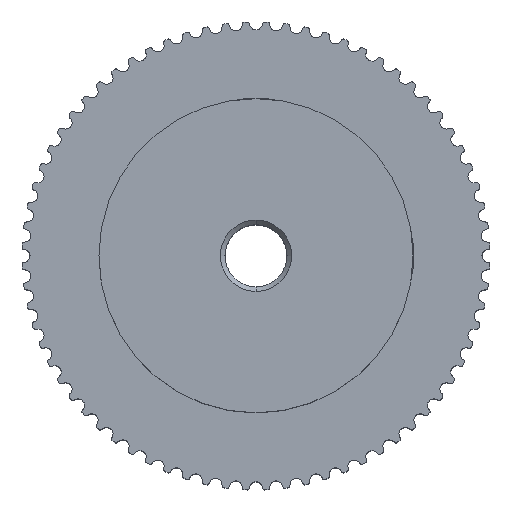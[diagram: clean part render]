
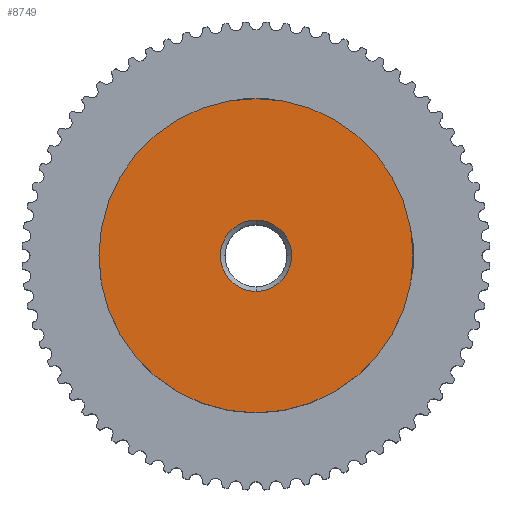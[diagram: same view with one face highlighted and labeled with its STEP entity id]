
A CAD part, top view. The second image highlights one B-rep face of the part: STEP entity #8749.
In plain terms, the highlighted planar face has unit normal (0, 0, 1).
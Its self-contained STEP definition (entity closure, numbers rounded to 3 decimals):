
#14=CARTESIAN_POINT('',(0.,0.,9.6));
#15=DIRECTION('',(0.,0.,1.));
#16=DIRECTION('',(0.,1.,0.));
#17=AXIS2_PLACEMENT_3D('',#14,#15,#16);
#19=CARTESIAN_POINT('',(0.,0.,9.6));
#20=DIRECTION('',(0.,0.,-1.));
#21=DIRECTION('',(0.,1.,0.));
#22=AXIS2_PLACEMENT_3D('',#19,#20,#21);
#33=CARTESIAN_POINT('',(0.,0.,9.6));
#34=DIRECTION('',(0.,0.,-1.));
#35=DIRECTION('',(0.,1.,0.));
#36=AXIS2_PLACEMENT_3D('',#33,#34,#35);
#4122=CARTESIAN_POINT('',(0.,0.,9.6));
#4123=DIRECTION('',(0.,0.,1.));
#4124=DIRECTION('',(0.,1.,0.));
#4125=AXIS2_PLACEMENT_3D('',#4122,#4123,#4124);
#6868=CARTESIAN_POINT('',(0.,15.2,9.6));
#6869=CARTESIAN_POINT('',(0.,-15.2,9.6));
#6870=VERTEX_POINT('',#6868);
#6871=VERTEX_POINT('',#6869);
#7036=CARTESIAN_POINT('',(0.,3.45,9.6));
#7037=CARTESIAN_POINT('',(0.,-3.45,9.6));
#7038=VERTEX_POINT('',#7036);
#7039=VERTEX_POINT('',#7037);
#8732=CARTESIAN_POINT('',(0.,0.,9.6));
#8733=DIRECTION('',(0.,0.,-1.));
#8734=DIRECTION('',(0.,-1.,0.));
#8735=AXIS2_PLACEMENT_3D('',#8732,#8733,#8734);
#8736=PLANE('',#8735);
#8738=ORIENTED_EDGE('',*,*,#8737,.F.);
#8740=ORIENTED_EDGE('',*,*,#8739,.T.);
#8741=EDGE_LOOP('',(#8738,#8740));
#8742=FACE_OUTER_BOUND('',#8741,.F.);
#8744=ORIENTED_EDGE('',*,*,#8743,.F.);
#8746=ORIENTED_EDGE('',*,*,#8745,.T.);
#8747=EDGE_LOOP('',(#8744,#8746));
#8748=FACE_BOUND('',#8747,.F.);
#18=CIRCLE('',#17,15.2);
#23=CIRCLE('',#22,15.2);
#37=CIRCLE('',#36,3.45);
#4126=CIRCLE('',#4125,3.45);
#8737=EDGE_CURVE('',#6870,#6871,#18,.T.);
#8739=EDGE_CURVE('',#6870,#6871,#23,.T.);
#8743=EDGE_CURVE('',#7038,#7039,#37,.T.);
#8745=EDGE_CURVE('',#7038,#7039,#4126,.T.);
#8749=ADVANCED_FACE('',(#8742,#8748),#8736,.F.);
